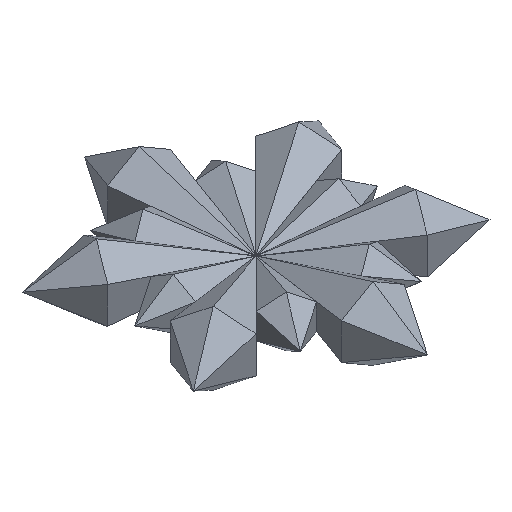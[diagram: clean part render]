
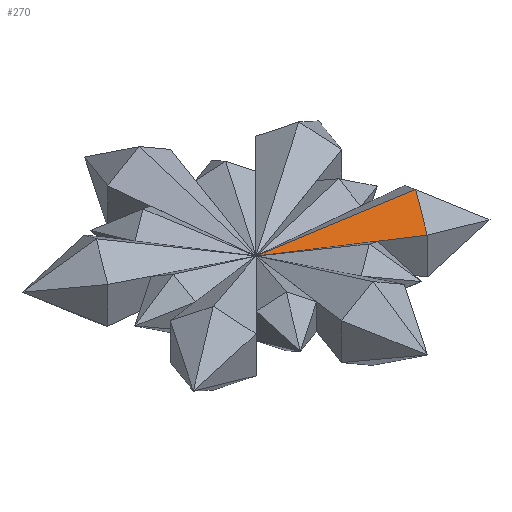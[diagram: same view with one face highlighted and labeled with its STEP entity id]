
A CAD part, isometric view. The second image highlights one B-rep face of the part: STEP entity #270.
In plain terms, the highlighted free-form (B-spline) face has degree [1, 1] with [2, 2] control points.
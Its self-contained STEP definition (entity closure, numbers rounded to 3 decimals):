
#51 = VERTEX_POINT('',#52);
#52 = CARTESIAN_POINT('',(0.,0.,0.034));
#247 = EDGE_CURVE('',#248,#51,#250,.T.);
#248 = VERTEX_POINT('',#249);
#249 = CARTESIAN_POINT('',(0.055,-0.095,
    0.032));
#250 = B_SPLINE_CURVE_WITH_KNOTS('',1,(#251,#252),.UNSPECIFIED.,.F.,.F.,
  (2,2),(0.,0.085),.PIECEWISE_BEZIER_KNOTS.);
#251 = CARTESIAN_POINT('',(0.055,-0.095,
    0.032));
#252 = CARTESIAN_POINT('',(0.,0.,
    0.034));
#270 = ADVANCED_FACE('',(#271),#293,.T.);
#271 = FACE_BOUND('',#272,.F.);
#272 = EDGE_LOOP('',(#273,#274,#281,#288));
#273 = ORIENTED_EDGE('',*,*,#247,.T.);
#274 = ORIENTED_EDGE('',*,*,#275,.T.);
#275 = EDGE_CURVE('',#51,#276,#278,.T.);
#276 = VERTEX_POINT('',#277);
#277 = CARTESIAN_POINT('',(38.065,-21.977,
    13.633));
#278 = B_SPLINE_CURVE_WITH_KNOTS('',1,(#279,#280),.UNSPECIFIED.,.F.,.F.,
  (2,2),(0.,35.658),.PIECEWISE_BEZIER_KNOTS.);
#279 = CARTESIAN_POINT('',(0.,0.,0.034));
#280 = CARTESIAN_POINT('',(38.065,-21.977,
    13.633));
#281 = ORIENTED_EDGE('',*,*,#282,.T.);
#282 = EDGE_CURVE('',#276,#283,#285,.T.);
#283 = VERTEX_POINT('',#284);
#284 = CARTESIAN_POINT('',(32.162,-32.202,
    6.817));
#285 = B_SPLINE_CURVE_WITH_KNOTS('',1,(#286,#287),.UNSPECIFIED.,.F.,.F.,
  (2,2),(-0.,10.566),.PIECEWISE_BEZIER_KNOTS.);
#286 = CARTESIAN_POINT('',(38.065,-21.977,
    13.633));
#287 = CARTESIAN_POINT('',(32.162,-32.202,
    6.817));
#288 = ORIENTED_EDGE('',*,*,#289,.F.);
#289 = EDGE_CURVE('',#248,#283,#290,.T.);
#290 = B_SPLINE_CURVE_WITH_KNOTS('',1,(#291,#292),.UNSPECIFIED.,.F.,.F.,
  (2,2),(0.,35.582),.PIECEWISE_BEZIER_KNOTS.);
#291 = CARTESIAN_POINT('',(0.055,-0.095,
    0.032));
#292 = CARTESIAN_POINT('',(32.162,-32.202,
    6.817));
#293 = B_SPLINE_SURFACE_WITH_KNOTS('',1,1,(
    (#294,#295)
    ,(#296,#297
    )),.UNSPECIFIED.,.F.,.F.,.F.,(2,2),(2,2),(-0.,10.566),(
    -35.267,0.),.PIECEWISE_BEZIER_KNOTS.);
#294 = CARTESIAN_POINT('',(2.944,5.1,3.434));
#295 = CARTESIAN_POINT('',(38.065,-21.977,
    13.633));
#296 = CARTESIAN_POINT('',(-2.959,-5.125,
    -3.383));
#297 = CARTESIAN_POINT('',(32.162,-32.202,
    6.817));
